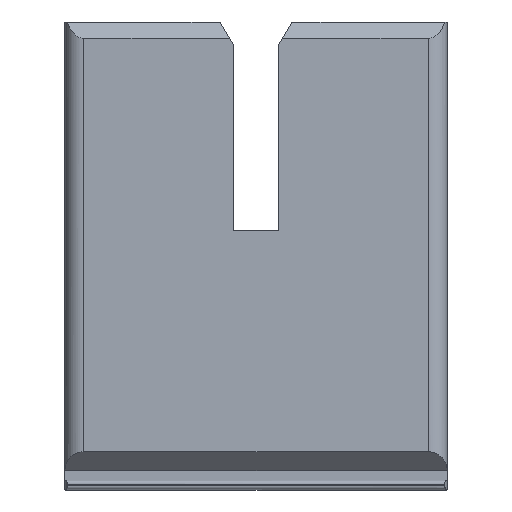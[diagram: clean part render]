
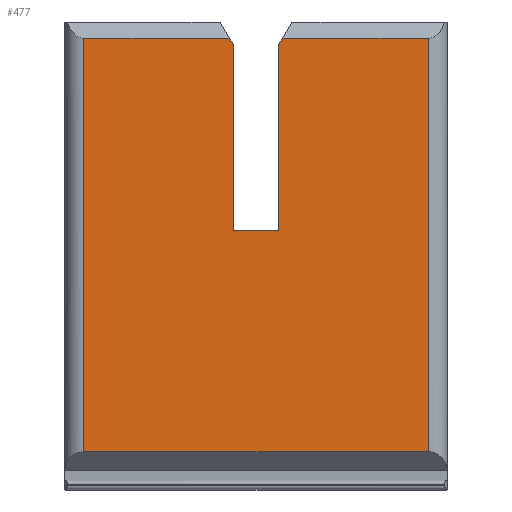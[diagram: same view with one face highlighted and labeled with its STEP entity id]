
A CAD part, top view. The second image highlights one B-rep face of the part: STEP entity #477.
In plain terms, the highlighted planar face has unit normal (0, 0, 1).
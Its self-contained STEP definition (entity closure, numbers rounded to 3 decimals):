
#477=ADVANCED_FACE('',(#1354),#1355,.T.);
#595=VERTEX_POINT('',#1532);
#607=VERTEX_POINT('',#1544);
#611=EDGE_CURVE('',#595,#607,#1548,.T.);
#613=VERTEX_POINT('',#1550);
#615=EDGE_CURVE('',#607,#613,#1552,.T.);
#623=VERTEX_POINT('',#1560);
#625=EDGE_CURVE('',#613,#623,#1562,.T.);
#633=VERTEX_POINT('',#1570);
#635=EDGE_CURVE('',#623,#633,#1572,.T.);
#643=VERTEX_POINT('',#1580);
#645=EDGE_CURVE('',#633,#643,#1582,.T.);
#787=VERTEX_POINT('',#1724);
#789=EDGE_CURVE('',#643,#787,#1726,.T.);
#791=VERTEX_POINT('',#1728);
#793=EDGE_CURVE('',#791,#787,#1730,.T.);
#795=VERTEX_POINT('',#1732);
#797=EDGE_CURVE('',#791,#795,#1734,.T.);
#799=VERTEX_POINT('',#1736);
#801=EDGE_CURVE('',#795,#799,#1738,.T.);
#803=EDGE_CURVE('',#799,#595,#1740,.T.);
#1354=FACE_OUTER_BOUND('',#2281,.T.);
#1355=PLANE('',#2282);
#1532=CARTESIAN_POINT('',(11.493,23.834,10.7));
#1544=CARTESIAN_POINT('',(11.3,23.5,10.7));
#1548=LINE('',#2484,#2485);
#1550=CARTESIAN_POINT('',(11.3,13.7,10.7));
#1552=LINE('',#2490,#2491);
#1560=CARTESIAN_POINT('',(8.9,13.7,10.7));
#1562=LINE('',#2506,#2507);
#1570=CARTESIAN_POINT('',(8.9,23.5,10.7));
#1572=LINE('',#2522,#2523);
#1580=CARTESIAN_POINT('',(8.707,23.834,10.7));
#1582=LINE('',#2538,#2539);
#1724=CARTESIAN_POINT('',(1.,23.834,10.7));
#1726=LINE('',#2760,#2761);
#1728=CARTESIAN_POINT('',(1.,2.0,10.7));
#1730=LINE('',#2766,#2767);
#1732=CARTESIAN_POINT('',(19.2,2.0,10.7));
#1734=LINE('',#2772,#2773);
#1736=CARTESIAN_POINT('',(19.2,23.834,10.7));
#1738=LINE('',#2778,#2779);
#1740=LINE('',#2782,#2783);
#2281=EDGE_LOOP('',(#3775,#3776,#3777,#3778,#3779,#3780,#3781,#3782,#3783,#3784));
#2282=AXIS2_PLACEMENT_3D('',#3785,#3786,#3787);
#2484=CARTESIAN_POINT('',(7.2,16.398,10.7));
#2485=VECTOR('',#4356,1.0);
#2490=CARTESIAN_POINT('',(11.3,6.85,10.7));
#2491=VECTOR('',#4357,1.0);
#2506=CARTESIAN_POINT('',(14.05,13.7,10.7));
#2507=VECTOR('',#4360,1.0);
#2522=CARTESIAN_POINT('',(8.9,11.75,10.7));
#2523=VECTOR('',#4363,1.0);
#2538=CARTESIAN_POINT('',(14.929,13.057,10.7));
#2539=VECTOR('',#4366,1.0);
#2760=CARTESIAN_POINT('',(9.15,23.834,10.7));
#2761=VECTOR('',#4415,1.0);
#2766=CARTESIAN_POINT('',(1.,0.0,10.7));
#2767=VECTOR('',#4416,1.0);
#2772=CARTESIAN_POINT('',(9.15,2.0,10.7));
#2773=VECTOR('',#4417,1.0);
#2778=CARTESIAN_POINT('',(19.2,0.0,10.7));
#2779=VECTOR('',#4418,1.0);
#2782=CARTESIAN_POINT('',(9.15,23.834,10.7));
#2783=VECTOR('',#4419,1.0);
#3775=ORIENTED_EDGE('',*,*,#611,.T.);
#3776=ORIENTED_EDGE('',*,*,#615,.T.);
#3777=ORIENTED_EDGE('',*,*,#625,.T.);
#3778=ORIENTED_EDGE('',*,*,#635,.T.);
#3779=ORIENTED_EDGE('',*,*,#645,.T.);
#3780=ORIENTED_EDGE('',*,*,#789,.T.);
#3781=ORIENTED_EDGE('',*,*,#793,.F.);
#3782=ORIENTED_EDGE('',*,*,#797,.T.);
#3783=ORIENTED_EDGE('',*,*,#801,.T.);
#3784=ORIENTED_EDGE('',*,*,#803,.T.);
#3785=CARTESIAN_POINT('',(19.2,0.0,10.7));
#3786=DIRECTION('',(0.0,0.0,1.0));
#3787=DIRECTION('',(0.0,-1.0,0.0));
#4356=DIRECTION('',(-0.5,-0.866,-0.0));
#4357=DIRECTION('',(0.0,-1.0,0.0));
#4360=DIRECTION('',(-1.0,0.0,0.0));
#4363=DIRECTION('',(0.0,1.0,0.0));
#4366=DIRECTION('',(-0.5,0.866,0.0));
#4415=DIRECTION('',(-1.0,0.0,0.0));
#4416=DIRECTION('',(0.0,1.0,0.0));
#4417=DIRECTION('',(1.0,0.0,0.0));
#4418=DIRECTION('',(0.0,1.0,0.0));
#4419=DIRECTION('',(-1.0,0.0,0.0));
